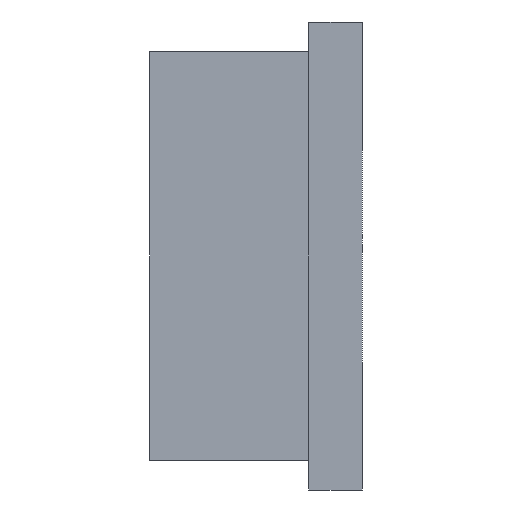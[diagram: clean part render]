
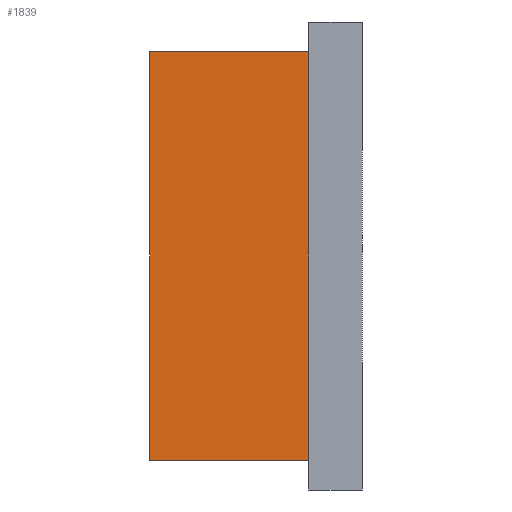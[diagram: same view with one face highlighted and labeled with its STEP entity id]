
A CAD part, left-side view. The second image highlights one B-rep face of the part: STEP entity #1839.
In plain terms, the highlighted planar face has unit normal (-1, 0, 0).
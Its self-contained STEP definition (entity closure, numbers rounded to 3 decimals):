
#17 = CARTESIAN_POINT ( 'NONE',  ( -5.75, 0.63, -2.4 ) ) ;
#49 = CARTESIAN_POINT ( 'NONE',  ( -5.75, 2.5, -2.4 ) ) ;
#56 = VERTEX_POINT ( 'NONE', #2798 ) ;
#85 = CARTESIAN_POINT ( 'NONE',  ( -5.75, 2.5, 2.4 ) ) ;
#114 = DIRECTION ( 'NONE',  ( 0., -1., 0. ) ) ;
#190 = VERTEX_POINT ( 'NONE', #17 ) ;
#193 = VECTOR ( 'NONE', #960, 1000. ) ;
#434 = FACE_OUTER_BOUND ( 'NONE', #1657, .T. ) ;
#502 = ORIENTED_EDGE ( 'NONE', *, *, #1475, .F. ) ;
#618 = PLANE ( 'NONE',  #2394 ) ;
#635 = CARTESIAN_POINT ( 'NONE',  ( -5.75, 2.5, 2.4 ) ) ;
#725 = VECTOR ( 'NONE', #2755, 1000. ) ;
#727 = DIRECTION ( 'NONE',  ( 0., -1., 0. ) ) ;
#765 = CARTESIAN_POINT ( 'NONE',  ( -5.75, 0.63, 2.4 ) ) ;
#877 = VECTOR ( 'NONE', #114, 1000. ) ;
#879 = VECTOR ( 'NONE', #727, 1000. ) ;
#919 = VERTEX_POINT ( 'NONE', #2165 ) ;
#960 = DIRECTION ( 'NONE',  ( 0., 0., 1. ) ) ;
#1143 = VERTEX_POINT ( 'NONE', #49 ) ;
#1205 = EDGE_CURVE ( 'NONE', #56, #919, #2240, .T. ) ;
#1232 = EDGE_CURVE ( 'NONE', #190, #919, #1911, .T. ) ;
#1322 = ORIENTED_EDGE ( 'NONE', *, *, #1232, .T. ) ;
#1331 = LINE ( 'NONE', #2276, #725 ) ;
#1475 = EDGE_CURVE ( 'NONE', #1143, #56, #1331, .T. ) ;
#1657 = EDGE_LOOP ( 'NONE', ( #1322, #2066, #502, #2176 ) ) ;
#1839 = ADVANCED_FACE ( 'NONE', ( #434 ), #618, .F. ) ;
#1911 = LINE ( 'NONE', #765, #193 ) ;
#2066 = ORIENTED_EDGE ( 'NONE', *, *, #1205, .F. ) ;
#2143 = EDGE_CURVE ( 'NONE', #1143, #190, #2578, .T. ) ;
#2165 = CARTESIAN_POINT ( 'NONE',  ( -5.75, 0.63, 2.4 ) ) ;
#2169 = DIRECTION ( 'NONE',  ( 0., 0., -1. ) ) ;
#2176 = ORIENTED_EDGE ( 'NONE', *, *, #2143, .T. ) ;
#2240 = LINE ( 'NONE', #85, #877 ) ;
#2276 = CARTESIAN_POINT ( 'NONE',  ( -5.75, 2.5, 2.4 ) ) ;
#2394 = AXIS2_PLACEMENT_3D ( 'NONE', #635, #2567, #2169 ) ;
#2473 = CARTESIAN_POINT ( 'NONE',  ( -5.75, 2.5, -2.4 ) ) ;
#2567 = DIRECTION ( 'NONE',  ( 1., 0., 0. ) ) ;
#2578 = LINE ( 'NONE', #2473, #879 ) ;
#2755 = DIRECTION ( 'NONE',  ( 0., 0., 1. ) ) ;
#2798 = CARTESIAN_POINT ( 'NONE',  ( -5.75, 2.5, 2.4 ) ) ;
